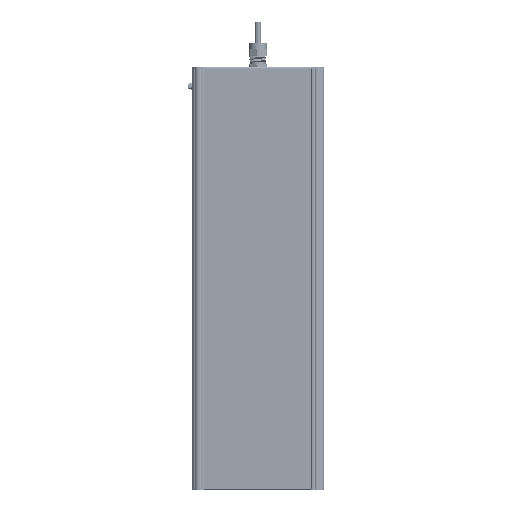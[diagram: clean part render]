
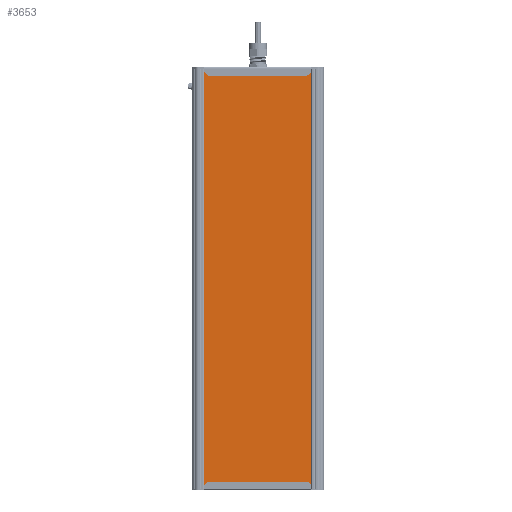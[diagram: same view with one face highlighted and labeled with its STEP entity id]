
A CAD part, front view. The second image highlights one B-rep face of the part: STEP entity #3653.
In plain terms, the highlighted face is planar.
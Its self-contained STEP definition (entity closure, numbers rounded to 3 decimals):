
#3653=ADVANCED_FACE('',(#10237),#10239,.T.);
#10237=FACE_BOUND('',#10238,.T.);
#10238=EDGE_LOOP('',(#41145,#41146,#41147,#41148));
#10239=PLANE('',#10240);
#10240=AXIS2_PLACEMENT_3D('',#10241,#10242,#10243);
#10241=CARTESIAN_POINT('',(2111.497,401.002,-34.582));
#10242=DIRECTION('',(0.,0.,-1.));
#10243=DIRECTION('',(0.,1.,0.));
#41145=ORIENTED_EDGE('',*,*,#46999,.F.);
#41146=ORIENTED_EDGE('',*,*,#46998,.T.);
#41147=ORIENTED_EDGE('',*,*,#47000,.F.);
#41148=ORIENTED_EDGE('',*,*,#46990,.F.);
#46990=EDGE_CURVE('',#51354,#51357,#51358,.T.);
#46998=EDGE_CURVE('',#51367,#51369,#51371,.T.);
#46999=EDGE_CURVE('',#51367,#51354,#51372,.T.);
#47000=EDGE_CURVE('',#51357,#51369,#51373,.T.);
#51354=VERTEX_POINT('',#60528);
#51357=VERTEX_POINT('',#60533);
#51358=LINE('',#60534,#60535);
#51367=VERTEX_POINT('',#60555);
#51369=VERTEX_POINT('',#60559);
#51371=LINE('',#60563,#60564);
#51372=LINE('',#60566,#60567);
#51373=LINE('',#60569,#60570);
#60528=CARTESIAN_POINT('',(2111.497,401.002,-34.582));
#60533=CARTESIAN_POINT('',(2707.497,401.002,-34.582));
#60534=CARTESIAN_POINT('',(2111.497,401.002,-34.582));
#60535=VECTOR('',#60536,1.);
#60536=DIRECTION('',(1.,0.,0.));
#60555=CARTESIAN_POINT('',(2111.497,565.13,-34.582));
#60559=CARTESIAN_POINT('',(2707.497,565.13,-34.582));
#60563=CARTESIAN_POINT('',(2111.497,565.13,-34.582));
#60564=VECTOR('',#60565,1.);
#60565=DIRECTION('',(1.,0.,0.));
#60566=CARTESIAN_POINT('',(2111.497,565.13,-34.582));
#60567=VECTOR('',#60568,1.);
#60568=DIRECTION('',(0.,-1.,0.));
#60569=CARTESIAN_POINT('',(2707.497,401.002,-34.582));
#60570=VECTOR('',#60571,1.);
#60571=DIRECTION('',(0.,1.,0.));
